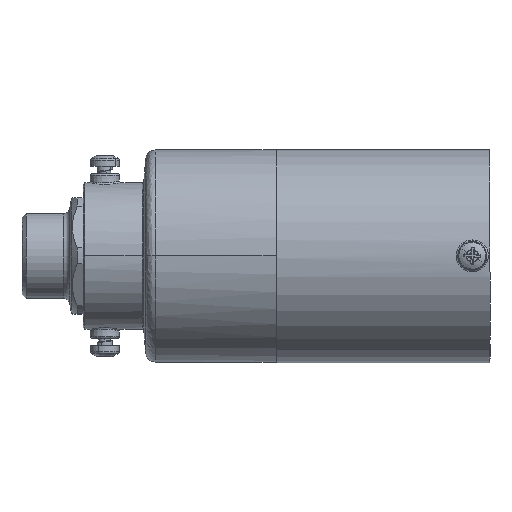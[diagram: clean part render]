
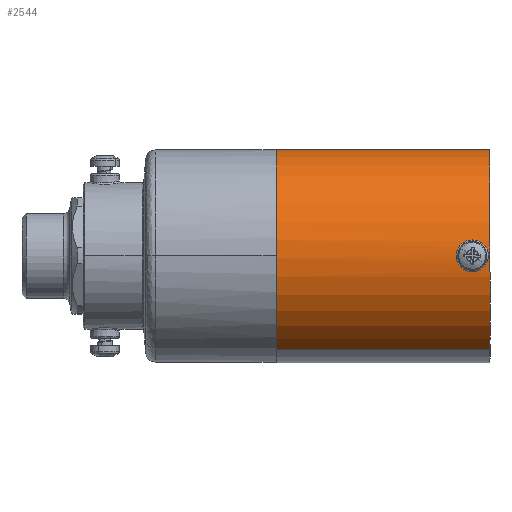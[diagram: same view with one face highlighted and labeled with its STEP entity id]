
A CAD part, top view. The second image highlights one B-rep face of the part: STEP entity #2544.
In plain terms, the highlighted cylindrical face has radius 33.1 mm (diameter 66.2 mm), a partial arc.
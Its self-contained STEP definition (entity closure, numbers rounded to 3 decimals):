
#2436=CARTESIAN_POINT('Axis2P3D Location',(69.064,0.,0.)) ;
#2445=CARTESIAN_POINT('Vertex',(102.264,29.048,-15.869)) ;
#2447=CARTESIAN_POINT('Vertex',(102.264,-29.048,15.869)) ;
#2450=CARTESIAN_POINT('Line Origine',(69.064,-29.048,15.869)) ;
#2454=CARTESIAN_POINT('Vertex',(35.864,-29.048,15.869)) ;
#2461=CARTESIAN_POINT('Vertex',(35.864,29.048,-15.869)) ;
#2464=CARTESIAN_POINT('Line Origine',(69.064,29.048,-15.869)) ;
#2486=CARTESIAN_POINT('Axis2P3D Location',(102.264,0.,0.)) ;
#2497=CARTESIAN_POINT('Axis2P3D Location',(35.864,0.,0.)) ;
#2509=CARTESIAN_POINT('Control Point',(96.764,4.926,32.731)) ;
#2510=CARTESIAN_POINT('Control Point',(98.225,4.926,32.731)) ;
#2511=CARTESIAN_POINT('Control Point',(99.687,4.4,32.811)) ;
#2512=CARTESIAN_POINT('Control Point',(100.884,3.349,32.973)) ;
#2513=CARTESIAN_POINT('Control Point',(102.073,0.983,33.144)) ;
#2514=CARTESIAN_POINT('Control Point',(101.686,-1.555,33.089)) ;
#2515=CARTESIAN_POINT('Control Point',(101.241,-2.539,33.02)) ;
#2516=CARTESIAN_POINT('Control Point',(100.15,-3.861,32.883)) ;
#2517=CARTESIAN_POINT('Control Point',(98.648,-4.627,32.776)) ;
#2518=CARTESIAN_POINT('Control Point',(98.034,-4.826,32.746)) ;
#2519=CARTESIAN_POINT('Control Point',(97.399,-4.926,32.731)) ;
#2520=CARTESIAN_POINT('Control Point',(96.764,-4.926,32.731)) ;
#2521=CARTESIAN_POINT('Vertex',(96.764,4.926,32.731)) ;
#2523=CARTESIAN_POINT('Vertex',(96.764,-4.926,32.731)) ;
#2527=CARTESIAN_POINT('Control Point',(96.764,4.926,32.731)) ;
#2528=CARTESIAN_POINT('Control Point',(95.816,4.926,32.731)) ;
#2529=CARTESIAN_POINT('Control Point',(94.868,4.704,32.765)) ;
#2530=CARTESIAN_POINT('Control Point',(93.992,4.262,32.832)) ;
#2531=CARTESIAN_POINT('Control Point',(92.616,3.087,32.976)) ;
#2532=CARTESIAN_POINT('Control Point',(91.876,1.45,33.082)) ;
#2533=CARTESIAN_POINT('Control Point',(91.697,0.625,33.11)) ;
#2534=CARTESIAN_POINT('Control Point',(91.703,-1.593,33.107)) ;
#2535=CARTESIAN_POINT('Control Point',(92.893,-3.558,32.941)) ;
#2536=CARTESIAN_POINT('Control Point',(94.041,-4.469,32.8)) ;
#2537=CARTESIAN_POINT('Control Point',(95.402,-4.926,32.731)) ;
#2538=CARTESIAN_POINT('Control Point',(96.764,-4.926,32.731)) ;
#2452=VECTOR('Line Direction',#2451,1.) ;
#2466=VECTOR('Line Direction',#2465,1.) ;
#2437=DIRECTION('Axis2P3D Direction',(-1.,0.,0.)) ;
#2438=DIRECTION('Axis2P3D XDirection',(0.,-0.878,0.479)) ;
#2451=DIRECTION('Vector Direction',(-1.,0.,0.)) ;
#2465=DIRECTION('Vector Direction',(-1.,0.,0.)) ;
#2487=DIRECTION('Axis2P3D Direction',(-1.,0.,0.)) ;
#2498=DIRECTION('Axis2P3D Direction',(-1.,0.,0.)) ;
#2439=AXIS2_PLACEMENT_3D('Cylinder Axis2P3D',#2436,#2437,#2438) ;
#2488=AXIS2_PLACEMENT_3D('Circle Axis2P3D',#2486,#2487,$) ;
#2499=AXIS2_PLACEMENT_3D('Circle Axis2P3D',#2497,#2498,$) ;
#2453=LINE('Line',#2450,#2452) ;
#2467=LINE('Line',#2464,#2466) ;
#2489=CIRCLE('generated circle',#2488,33.1) ;
#2500=CIRCLE('generated circle',#2499,33.1) ;
#2440=CYLINDRICAL_SURFACE('generated cylinder',#2439,33.1) ;
#2543=FACE_BOUND('',#2540,.T.) ;
#2456=EDGE_CURVE('',#2455,#2448,#2453,.F.) ;
#2468=EDGE_CURVE('',#2462,#2446,#2467,.F.) ;
#2490=EDGE_CURVE('',#2448,#2446,#2489,.T.) ;
#2501=EDGE_CURVE('',#2455,#2462,#2500,.T.) ;
#2525=EDGE_CURVE('',#2522,#2524,#2508,.T.) ;
#2539=EDGE_CURVE('',#2524,#2522,#2526,.F.) ;
#2503=ORIENTED_EDGE('',*,*,#2468,.F.) ;
#2504=ORIENTED_EDGE('',*,*,#2501,.F.) ;
#2505=ORIENTED_EDGE('',*,*,#2456,.T.) ;
#2506=ORIENTED_EDGE('',*,*,#2490,.T.) ;
#2541=ORIENTED_EDGE('',*,*,#2525,.T.) ;
#2542=ORIENTED_EDGE('',*,*,#2539,.T.) ;
#2502=EDGE_LOOP('',(#2503,#2504,#2505,#2506)) ;
#2540=EDGE_LOOP('',(#2541,#2542)) ;
#2446=VERTEX_POINT('',#2445) ;
#2448=VERTEX_POINT('',#2447) ;
#2455=VERTEX_POINT('',#2454) ;
#2462=VERTEX_POINT('',#2461) ;
#2522=VERTEX_POINT('',#2521) ;
#2524=VERTEX_POINT('',#2523) ;
#2544=ADVANCED_FACE('PartBody',(#2507,#2543),#2440,.T.) ;
#2508=B_SPLINE_CURVE_WITH_KNOTS('',5,(#2509,#2510,#2511,#2512,#2513,#2514,#2515,#2516,#2517,#2518,#2519,#2520),.UNSPECIFIED.,.F.,.U.,(6,3,3,6),(0.,9.831,16.806,21.079),.UNSPECIFIED.) ;
#2526=B_SPLINE_CURVE_WITH_KNOTS('',5,(#2527,#2528,#2529,#2530,#2531,#2532,#2533,#2534,#2535,#2536,#2537,#2538),.UNSPECIFIED.,.F.,.U.,(6,3,3,6),(0.,6.376,11.92,21.079),.UNSPECIFIED.) ;
#2507=FACE_OUTER_BOUND('',#2502,.T.) ;
